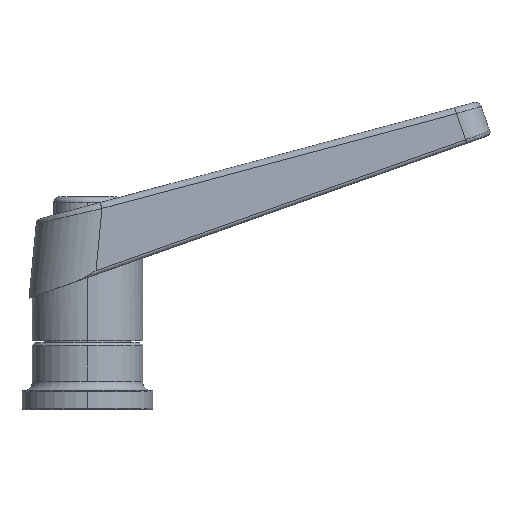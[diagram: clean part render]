
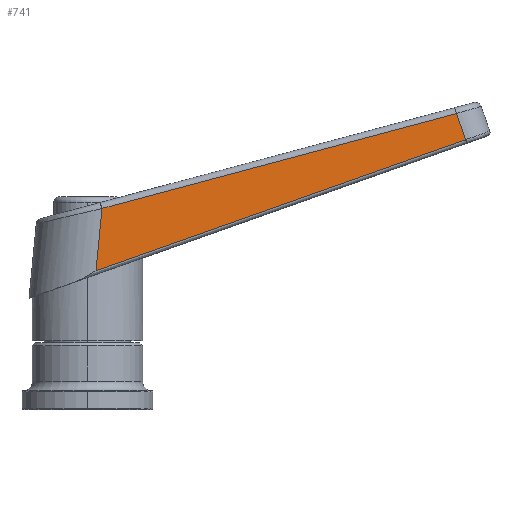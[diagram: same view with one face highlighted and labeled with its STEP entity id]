
A CAD part, top view. The second image highlights one B-rep face of the part: STEP entity #741.
In plain terms, the highlighted planar face has unit normal (0.088, 0, 0.996).
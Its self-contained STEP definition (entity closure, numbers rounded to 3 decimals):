
#547=EDGE_CURVE('NONE',#589,#1427,#1517,.T.);
#559=EDGE_CURVE('NONE',#925,#589,#1532,.T.);
#589=VERTEX_POINT('NONE',#1562);
#741=ADVANCED_FACE('NONE',(#1736),#1737,.F.);
#925=VERTEX_POINT('NONE',#1938);
#1007=VERTEX_POINT('NONE',#2029);
#1233=EDGE_CURVE('NONE',#1007,#925,#2278,.T.);
#1427=VERTEX_POINT('NONE',#2497);
#1435=EDGE_CURVE('NONE',#1427,#1007,#2506,.T.);
#1517=LINE('',#2605,#2606);
#1532=LINE('',#2694,#2695);
#1562=CARTESIAN_POINT('',(2.3,37.133,15.608));
#1736=FACE_OUTER_BOUND('',#3090,.T.);
#1737=PLANE('',#3091);
#1938=CARTESIAN_POINT('',(101.19,72.152,6.904));
#2029=CARTESIAN_POINT('',(98.71,79.155,7.123));
#2278=LINE('',#4764,#4765);
#2497=CARTESIAN_POINT('',(3.9,53.751,15.468));
#2506=LINE('',#5289,#5290);
#2605=CARTESIAN_POINT('',(3.454,49.115,15.507));
#2606=VECTOR('',#5385,1000.0);
#2694=CARTESIAN_POINT('',(101.19,72.152,6.904));
#2695=VECTOR('',#5401,1000.0);
#3090=EDGE_LOOP('',(#5637,#5638,#5639,#5640));
#3091=AXIS2_PLACEMENT_3D('',#5641,#5642,#5643);
#4764=CARTESIAN_POINT('',(98.71,79.155,7.123));
#4765=VECTOR('',#6163,1000.0);
#5289=CARTESIAN_POINT('',(0.425,52.82,15.773));
#5290=VECTOR('',#6456,1000.0);
#5385=DIRECTION('',(0.096,0.995,-0.008));
#5401=DIRECTION('',(-0.939,-0.333,0.083));
#5637=ORIENTED_EDGE('',*,*,#547,.F.);
#5638=ORIENTED_EDGE('',*,*,#559,.F.);
#5639=ORIENTED_EDGE('',*,*,#1233,.F.);
#5640=ORIENTED_EDGE('',*,*,#1435,.F.);
#5641=CARTESIAN_POINT('',(1.381,89.415,15.689));
#5642=DIRECTION('',(-0.088,0.0,-0.996));
#5643=DIRECTION('',(-0.996,0.0,0.088));
#6163=DIRECTION('',(0.334,-0.942,-0.029));
#6456=DIRECTION('',(0.962,0.258,-0.085));
